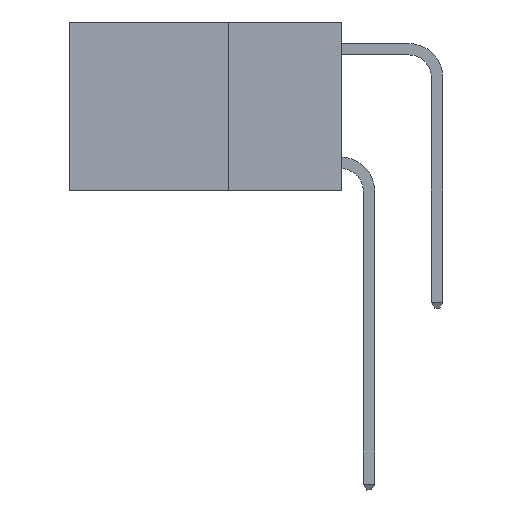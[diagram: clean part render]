
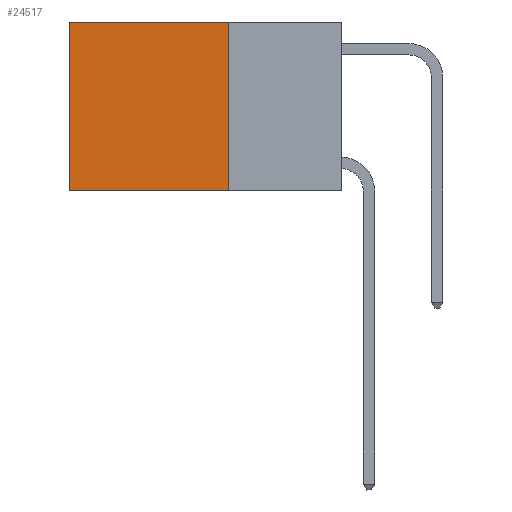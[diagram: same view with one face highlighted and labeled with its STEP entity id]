
A CAD part, left-side view. The second image highlights one B-rep face of the part: STEP entity #24517.
In plain terms, the highlighted planar face has unit normal (-1, 0, 0).
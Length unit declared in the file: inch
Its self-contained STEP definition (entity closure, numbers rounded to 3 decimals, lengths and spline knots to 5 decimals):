
#10 = CARTESIAN_POINT ( 'NONE',  ( 0.2625, 0.25, 0. ) ) ;
#42 = DIRECTION ( 'NONE',  ( 0., 0., -1. ) ) ;
#2335 = EDGE_CURVE ( 'NONE', #3895, #6210, #7282, .T. ) ;
#2462 = ORIENTED_EDGE ( 'NONE', *, *, #2995, .T. ) ;
#2659 = AXIS2_PLACEMENT_3D ( 'NONE', #20673, #13917, #42 ) ;
#2995 = EDGE_CURVE ( 'NONE', #10504, #6210, #3246, .T. ) ;
#3246 = LINE ( 'NONE', #22531, #15422 ) ;
#3895 = VERTEX_POINT ( 'NONE', #24561 ) ;
#4306 = VECTOR ( 'NONE', #25590, 39.37008 ) ;
#5882 = VECTOR ( 'NONE', #25215, 39.37008 ) ;
#6210 = VERTEX_POINT ( 'NONE', #10376 ) ;
#7282 = LINE ( 'NONE', #19281, #24710 ) ;
#7656 = EDGE_CURVE ( 'NONE', #10692, #10504, #27110, .T. ) ;
#7934 = DIRECTION ( 'NONE',  ( 0., 1., 0. ) ) ;
#8885 = DIRECTION ( 'NONE',  ( 0., 0., -1. ) ) ;
#10027 = FACE_OUTER_BOUND ( 'NONE', #16996, .T. ) ;
#10376 = CARTESIAN_POINT ( 'NONE',  ( 0.2625, 0.6, -0.37 ) ) ;
#10504 = VERTEX_POINT ( 'NONE', #22345 ) ;
#10692 = VERTEX_POINT ( 'NONE', #13783 ) ;
#11589 = PLANE ( 'NONE',  #2659 ) ;
#11923 = CARTESIAN_POINT ( 'NONE',  ( 0.2625, 0.25, 0. ) ) ;
#12878 = EDGE_CURVE ( 'NONE', #10692, #3895, #17996, .T. ) ;
#13783 = CARTESIAN_POINT ( 'NONE',  ( 0.2625, 0.25, 0. ) ) ;
#13917 = DIRECTION ( 'NONE',  ( 1., 0., 0. ) ) ;
#14677 = ORIENTED_EDGE ( 'NONE', *, *, #2335, .F. ) ;
#15399 = ORIENTED_EDGE ( 'NONE', *, *, #12878, .F. ) ;
#15422 = VECTOR ( 'NONE', #8885, 39.37008 ) ;
#16819 = ORIENTED_EDGE ( 'NONE', *, *, #7656, .T. ) ;
#16996 = EDGE_LOOP ( 'NONE', ( #2462, #14677, #15399, #16819 ) ) ;
#17996 = LINE ( 'NONE', #10, #5882 ) ;
#19281 = CARTESIAN_POINT ( 'NONE',  ( 0.2625, 0.25, -0.37 ) ) ;
#20673 = CARTESIAN_POINT ( 'NONE',  ( 0.2625, 0.25, 0. ) ) ;
#22345 = CARTESIAN_POINT ( 'NONE',  ( 0.2625, 0.6, 0. ) ) ;
#22531 = CARTESIAN_POINT ( 'NONE',  ( 0.2625, 0.6, 0. ) ) ;
#24517 = ADVANCED_FACE ( 'NONE', ( #10027 ), #11589, .F. ) ;
#24561 = CARTESIAN_POINT ( 'NONE',  ( 0.2625, 0.25, -0.37 ) ) ;
#24710 = VECTOR ( 'NONE', #7934, 39.37008 ) ;
#25215 = DIRECTION ( 'NONE',  ( 0., 0., -1. ) ) ;
#25590 = DIRECTION ( 'NONE',  ( 0., 1., 0. ) ) ;
#27110 = LINE ( 'NONE', #11923, #4306 ) ;
